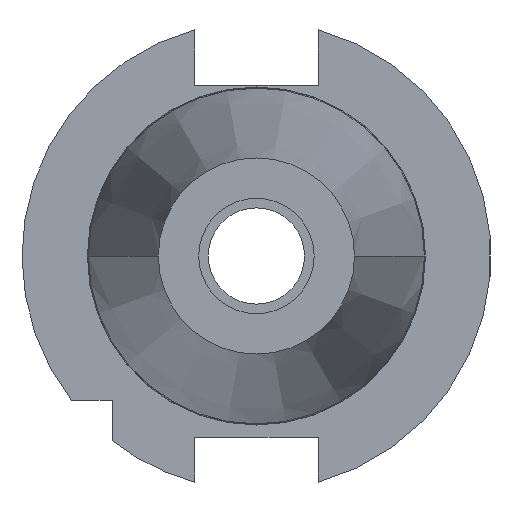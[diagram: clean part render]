
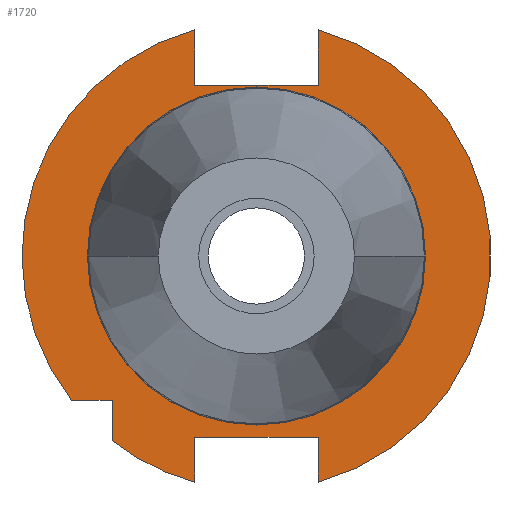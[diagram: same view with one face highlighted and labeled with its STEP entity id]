
A CAD part, left-side view. The second image highlights one B-rep face of the part: STEP entity #1720.
In plain terms, the highlighted planar face has unit normal (-1, 0, 0).
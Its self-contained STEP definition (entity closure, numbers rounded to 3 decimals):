
#460=CARTESIAN_POINT('',(3.2,0.,0.));
#461=DIRECTION('',(1.,0.,0.));
#462=DIRECTION('',(0.,1.,0.));
#463=AXIS2_PLACEMENT_3D('',#460,#461,#462);
#482=CARTESIAN_POINT('',(3.2,0.,0.));
#483=DIRECTION('',(-1.,0.,0.));
#484=DIRECTION('',(0.,1.,0.));
#485=AXIS2_PLACEMENT_3D('',#482,#483,#484);
#490=DIRECTION('',(0.,-1.,0.));
#491=VECTOR('',#490,8.426);
#492=CARTESIAN_POINT('',(3.2,38.426,-30.));
#493=LINE('',#492,#491);
#497=DIRECTION('',(0.,0.,-1.));
#498=VECTOR('',#497,11.526);
#499=CARTESIAN_POINT('',(3.2,12.85,47.026));
#500=LINE('',#499,#498);
#504=DIRECTION('',(0.,1.,0.));
#505=VECTOR('',#504,25.7);
#506=CARTESIAN_POINT('',(3.2,-12.85,35.5));
#507=LINE('',#506,#505);
#511=DIRECTION('',(0.,0.,-1.));
#512=VECTOR('',#511,11.526);
#513=CARTESIAN_POINT('',(3.2,-12.85,47.026));
#514=LINE('',#513,#512);
#518=DIRECTION('',(0.,0.,1.));
#519=VECTOR('',#518,9.326);
#520=CARTESIAN_POINT('',(3.2,-12.85,-47.026));
#521=LINE('',#520,#519);
#525=DIRECTION('',(0.,1.,0.));
#526=VECTOR('',#525,25.7);
#527=CARTESIAN_POINT('',(3.2,-12.85,-37.7));
#528=LINE('',#527,#526);
#532=DIRECTION('',(0.,0.,1.));
#533=VECTOR('',#532,9.326);
#534=CARTESIAN_POINT('',(3.2,12.85,-47.026));
#535=LINE('',#534,#533);
#539=DIRECTION('',(0.,0.,1.));
#540=VECTOR('',#539,8.426);
#541=CARTESIAN_POINT('',(3.2,30.,-38.426));
#542=LINE('',#541,#540);
#1006=CARTESIAN_POINT('',(3.2,0.,0.));
#1007=DIRECTION('',(-1.,0.,0.));
#1008=DIRECTION('',(0.,-0.264,-0.965));
#1009=AXIS2_PLACEMENT_3D('',#1006,#1007,#1008);
#1051=CARTESIAN_POINT('',(3.2,0.,0.));
#1052=DIRECTION('',(-1.,0.,0.));
#1053=DIRECTION('',(0.,0.264,0.965));
#1054=AXIS2_PLACEMENT_3D('',#1051,#1052,#1053);
#1066=CARTESIAN_POINT('',(3.2,0.,0.));
#1067=DIRECTION('',(-1.,0.,0.));
#1068=DIRECTION('',(0.,0.615,-0.788));
#1069=AXIS2_PLACEMENT_3D('',#1066,#1067,#1068);
#1133=CARTESIAN_POINT('',(3.2,35.034,0.));
#1135=VERTEX_POINT('',#1133);
#1143=CARTESIAN_POINT('',(3.2,-35.034,0.));
#1145=VERTEX_POINT('',#1143);
#1169=CARTESIAN_POINT('',(3.2,12.85,47.026));
#1170=VERTEX_POINT('',#1169);
#1171=CARTESIAN_POINT('',(3.2,-12.85,47.026));
#1172=VERTEX_POINT('',#1171);
#1173=CARTESIAN_POINT('',(3.2,-12.85,35.5));
#1174=CARTESIAN_POINT('',(3.2,12.85,35.5));
#1175=VERTEX_POINT('',#1173);
#1176=VERTEX_POINT('',#1174);
#1207=CARTESIAN_POINT('',(3.2,12.85,-47.026));
#1208=VERTEX_POINT('',#1207);
#1209=CARTESIAN_POINT('',(3.2,-12.85,-47.026));
#1210=VERTEX_POINT('',#1209);
#1211=CARTESIAN_POINT('',(3.2,-12.85,-37.7));
#1212=CARTESIAN_POINT('',(3.2,12.85,-37.7));
#1213=VERTEX_POINT('',#1211);
#1214=VERTEX_POINT('',#1212);
#1239=CARTESIAN_POINT('',(3.2,38.426,-30.));
#1240=VERTEX_POINT('',#1239);
#1241=CARTESIAN_POINT('',(3.2,30.,-38.426));
#1242=VERTEX_POINT('',#1241);
#1243=CARTESIAN_POINT('',(3.2,30.,-30.));
#1244=VERTEX_POINT('',#1243);
#1687=CARTESIAN_POINT('',(3.2,0.,0.));
#1688=DIRECTION('',(1.,0.,0.));
#1689=DIRECTION('',(0.,-1.,0.));
#1690=AXIS2_PLACEMENT_3D('',#1687,#1688,#1689);
#1691=PLANE('',#1690);
#1693=ORIENTED_EDGE('',*,*,#1692,.F.);
#1695=ORIENTED_EDGE('',*,*,#1694,.F.);
#1697=ORIENTED_EDGE('',*,*,#1696,.T.);
#1699=ORIENTED_EDGE('',*,*,#1698,.F.);
#1701=ORIENTED_EDGE('',*,*,#1700,.F.);
#1703=ORIENTED_EDGE('',*,*,#1702,.F.);
#1705=ORIENTED_EDGE('',*,*,#1704,.T.);
#1707=ORIENTED_EDGE('',*,*,#1706,.T.);
#1709=ORIENTED_EDGE('',*,*,#1708,.F.);
#1711=ORIENTED_EDGE('',*,*,#1710,.F.);
#1713=ORIENTED_EDGE('',*,*,#1712,.T.);
#1714=EDGE_LOOP('',(#1693,#1695,#1697,#1699,#1701,#1703,#1705,#1707,#1709,#1711,
#1713));
#1715=FACE_OUTER_BOUND('',#1714,.F.);
#1716=ORIENTED_EDGE('',*,*,#1682,.T.);
#1717=ORIENTED_EDGE('',*,*,#1666,.F.);
#1718=EDGE_LOOP('',(#1716,#1717));
#1719=FACE_BOUND('',#1718,.F.);
#464=CIRCLE('',#463,35.034);
#486=CIRCLE('',#485,35.034);
#1010=CIRCLE('',#1009,48.75);
#1055=CIRCLE('',#1054,48.75);
#1070=CIRCLE('',#1069,48.75);
#1666=EDGE_CURVE('',#1135,#1145,#464,.T.);
#1682=EDGE_CURVE('',#1135,#1145,#486,.T.);
#1692=EDGE_CURVE('',#1240,#1244,#493,.T.);
#1694=EDGE_CURVE('',#1170,#1240,#1055,.T.);
#1696=EDGE_CURVE('',#1170,#1176,#500,.T.);
#1698=EDGE_CURVE('',#1175,#1176,#507,.T.);
#1700=EDGE_CURVE('',#1172,#1175,#514,.T.);
#1702=EDGE_CURVE('',#1210,#1172,#1010,.T.);
#1704=EDGE_CURVE('',#1210,#1213,#521,.T.);
#1706=EDGE_CURVE('',#1213,#1214,#528,.T.);
#1708=EDGE_CURVE('',#1208,#1214,#535,.T.);
#1710=EDGE_CURVE('',#1242,#1208,#1070,.T.);
#1712=EDGE_CURVE('',#1242,#1244,#542,.T.);
#1720=ADVANCED_FACE('',(#1715,#1719),#1691,.F.);
